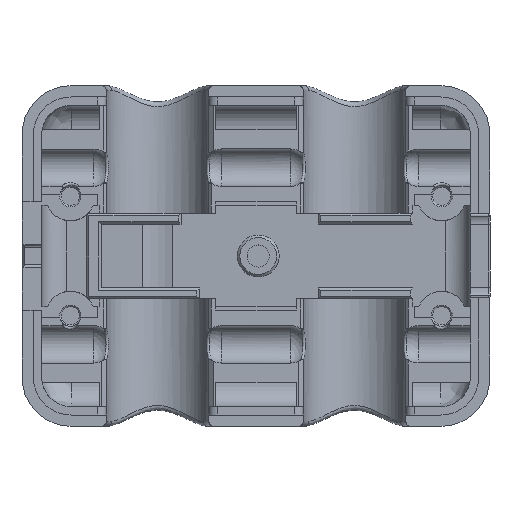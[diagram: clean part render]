
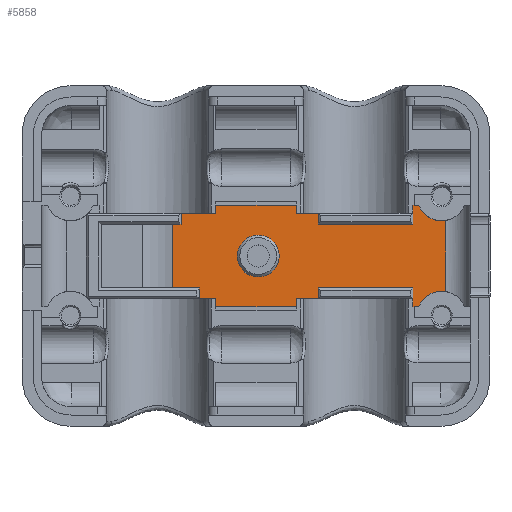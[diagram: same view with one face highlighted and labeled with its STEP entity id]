
A CAD part, top view. The second image highlights one B-rep face of the part: STEP entity #5858.
In plain terms, the highlighted planar face has unit normal (0, 0, 1).
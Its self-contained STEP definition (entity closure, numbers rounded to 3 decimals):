
#19=FACE_BOUND('',#1073,.T.);
#422=CIRCLE('',#6310,2.5);
#423=CIRCLE('',#6313,2.5);
#425=CIRCLE('',#6323,2.125);
#747=FACE_OUTER_BOUND('',#1072,.T.);
#1072=EDGE_LOOP('',(#5040,#5041,#5042,#5043,#5044,#5045,#5046,#5047,#5048,
#5049,#5050,#5051,#5052,#5053,#5054,#5055,#5056,#5057,#5058,#5059,#5060,
#5061,#5062,#5063,#5064,#5065));
#1073=EDGE_LOOP('',(#5066));
#1150=LINE('',#8148,#1689);
#1158=LINE('',#8168,#1697);
#1487=LINE('',#11536,#2026);
#1489=LINE('',#11541,#2028);
#1491=LINE('',#11545,#2030);
#1494=LINE('',#11550,#2033);
#1495=LINE('',#11553,#2034);
#1498=LINE('',#11558,#2037);
#1499=LINE('',#11561,#2038);
#1501=LINE('',#11565,#2040);
#1503=LINE('',#11569,#2042);
#1506=LINE('',#11574,#2045);
#1507=LINE('',#11590,#2046);
#1509=LINE('',#11607,#2048);
#1511=LINE('',#11611,#2050);
#1514=LINE('',#11616,#2053);
#1515=LINE('',#11619,#2054);
#1517=LINE('',#11623,#2056);
#1521=LINE('',#11631,#2060);
#1524=LINE('',#11636,#2063);
#1526=LINE('',#11643,#2065);
#1597=LINE('',#12074,#2136);
#1598=LINE('',#12078,#2137);
#1599=LINE('',#12079,#2138);
#1689=VECTOR('',#6506,10.);
#1697=VECTOR('',#6524,10.);
#2026=VECTOR('',#7571,10.);
#2028=VECTOR('',#7575,10.);
#2030=VECTOR('',#7579,10.);
#2033=VECTOR('',#7584,10.);
#2034=VECTOR('',#7587,10.);
#2037=VECTOR('',#7592,10.);
#2038=VECTOR('',#7595,10.);
#2040=VECTOR('',#7599,10.);
#2042=VECTOR('',#7603,10.);
#2045=VECTOR('',#7608,10.);
#2046=VECTOR('',#7615,10.);
#2048=VECTOR('',#7623,10.);
#2050=VECTOR('',#7627,10.);
#2053=VECTOR('',#7632,10.);
#2054=VECTOR('',#7635,10.);
#2056=VECTOR('',#7639,10.);
#2060=VECTOR('',#7647,10.);
#2063=VECTOR('',#7652,10.);
#2065=VECTOR('',#7660,10.);
#2136=VECTOR('',#7851,10.);
#2137=VECTOR('',#7856,10.);
#2138=VECTOR('',#7857,10.);
#2224=VERTEX_POINT('',#8145);
#2225=VERTEX_POINT('',#8147);
#2231=VERTEX_POINT('',#8165);
#2232=VERTEX_POINT('',#8167);
#2615=VERTEX_POINT('',#11538);
#2616=VERTEX_POINT('',#11540);
#2617=VERTEX_POINT('',#11544);
#2618=VERTEX_POINT('',#11548);
#2619=VERTEX_POINT('',#11552);
#2620=VERTEX_POINT('',#11556);
#2621=VERTEX_POINT('',#11560);
#2622=VERTEX_POINT('',#11564);
#2623=VERTEX_POINT('',#11568);
#2624=VERTEX_POINT('',#11572);
#2625=VERTEX_POINT('',#11576);
#2626=VERTEX_POINT('',#11589);
#2627=VERTEX_POINT('',#11602);
#2628=VERTEX_POINT('',#11606);
#2629=VERTEX_POINT('',#11610);
#2630=VERTEX_POINT('',#11614);
#2631=VERTEX_POINT('',#11618);
#2632=VERTEX_POINT('',#11622);
#2634=VERTEX_POINT('',#11630);
#2635=VERTEX_POINT('',#11634);
#2636=VERTEX_POINT('',#11638);
#2637=VERTEX_POINT('',#11642);
#2705=VERTEX_POINT('',#12077);
#2791=EDGE_CURVE('',#2225,#2224,#1150,.F.);
#2801=EDGE_CURVE('',#2232,#2231,#1158,.F.);
#3370=EDGE_CURVE('',#2231,#2225,#1487,.T.);
#3372=EDGE_CURVE('',#2616,#2615,#1489,.T.);
#3374=EDGE_CURVE('',#2617,#2616,#1491,.T.);
#3377=EDGE_CURVE('',#2618,#2617,#1494,.T.);
#3378=EDGE_CURVE('',#2619,#2618,#1495,.T.);
#3381=EDGE_CURVE('',#2620,#2619,#1498,.T.);
#3382=EDGE_CURVE('',#2621,#2620,#1499,.T.);
#3384=EDGE_CURVE('',#2622,#2621,#1501,.F.);
#3386=EDGE_CURVE('',#2623,#2622,#1503,.T.);
#3389=EDGE_CURVE('',#2624,#2623,#1506,.T.);
#3391=EDGE_CURVE('',#2625,#2624,#422,.T.);
#3392=EDGE_CURVE('',#2626,#2625,#1507,.T.);
#3394=EDGE_CURVE('',#2627,#2626,#423,.T.);
#3396=EDGE_CURVE('',#2628,#2627,#1509,.T.);
#3398=EDGE_CURVE('',#2629,#2628,#1511,.F.);
#3401=EDGE_CURVE('',#2630,#2629,#1514,.F.);
#3402=EDGE_CURVE('',#2631,#2630,#1515,.T.);
#3404=EDGE_CURVE('',#2632,#2631,#1517,.F.);
#3409=EDGE_CURVE('',#2634,#2632,#1521,.T.);
#3412=EDGE_CURVE('',#2635,#2634,#1524,.T.);
#3413=EDGE_CURVE('',#2636,#2636,#425,.T.);
#3415=EDGE_CURVE('',#2637,#2635,#1526,.T.);
#3520=EDGE_CURVE('',#2615,#2232,#1597,.T.);
#3521=EDGE_CURVE('',#2224,#2705,#1598,.T.);
#3522=EDGE_CURVE('',#2705,#2637,#1599,.T.);
#5040=ORIENTED_EDGE('',*,*,#3521,.T.);
#5041=ORIENTED_EDGE('',*,*,#3522,.T.);
#5042=ORIENTED_EDGE('',*,*,#3415,.T.);
#5043=ORIENTED_EDGE('',*,*,#3412,.T.);
#5044=ORIENTED_EDGE('',*,*,#3409,.T.);
#5045=ORIENTED_EDGE('',*,*,#3404,.T.);
#5046=ORIENTED_EDGE('',*,*,#3402,.T.);
#5047=ORIENTED_EDGE('',*,*,#3401,.T.);
#5048=ORIENTED_EDGE('',*,*,#3398,.T.);
#5049=ORIENTED_EDGE('',*,*,#3396,.T.);
#5050=ORIENTED_EDGE('',*,*,#3394,.T.);
#5051=ORIENTED_EDGE('',*,*,#3392,.T.);
#5052=ORIENTED_EDGE('',*,*,#3391,.T.);
#5053=ORIENTED_EDGE('',*,*,#3389,.T.);
#5054=ORIENTED_EDGE('',*,*,#3386,.T.);
#5055=ORIENTED_EDGE('',*,*,#3384,.T.);
#5056=ORIENTED_EDGE('',*,*,#3382,.T.);
#5057=ORIENTED_EDGE('',*,*,#3381,.T.);
#5058=ORIENTED_EDGE('',*,*,#3378,.T.);
#5059=ORIENTED_EDGE('',*,*,#3377,.T.);
#5060=ORIENTED_EDGE('',*,*,#3374,.T.);
#5061=ORIENTED_EDGE('',*,*,#3372,.T.);
#5062=ORIENTED_EDGE('',*,*,#3520,.T.);
#5063=ORIENTED_EDGE('',*,*,#2801,.T.);
#5064=ORIENTED_EDGE('',*,*,#3370,.T.);
#5065=ORIENTED_EDGE('',*,*,#2791,.T.);
#5066=ORIENTED_EDGE('',*,*,#3413,.T.);
#5558=PLANE('',#6386);
#5858=ADVANCED_FACE('',(#747,#19),#5558,.F.);
#6310=AXIS2_PLACEMENT_3D('',#11587,#7611,#7612);
#6313=AXIS2_PLACEMENT_3D('',#11603,#7618,#7619);
#6323=AXIS2_PLACEMENT_3D('',#11639,#7655,#7656);
#6386=AXIS2_PLACEMENT_3D('',#12076,#7854,#7855);
#6506=DIRECTION('',(-1.,0.,0.));
#6524=DIRECTION('',(1.,0.,0.));
#7571=DIRECTION('',(0.,-1.,0.));
#7575=DIRECTION('',(-1.,0.,0.));
#7579=DIRECTION('',(0.,-1.,0.));
#7584=DIRECTION('',(-1.,0.,0.));
#7587=DIRECTION('',(0.,1.,0.));
#7592=DIRECTION('',(-1.,0.,0.));
#7595=DIRECTION('',(0.,1.,0.));
#7599=DIRECTION('',(1.,0.,0.));
#7603=DIRECTION('',(0.,-1.,0.));
#7608=DIRECTION('',(-1.,0.,0.));
#7611=DIRECTION('center_axis',(0.,0.,-1.));
#7612=DIRECTION('ref_axis',(1.,0.,0.));
#7615=DIRECTION('',(0.,1.,0.));
#7618=DIRECTION('center_axis',(0.,0.,-1.));
#7619=DIRECTION('ref_axis',(1.,0.,0.));
#7623=DIRECTION('',(1.,0.,0.));
#7627=DIRECTION('',(0.,1.,0.));
#7632=DIRECTION('',(-1.,0.,0.));
#7635=DIRECTION('',(0.,1.,0.));
#7639=DIRECTION('',(-1.,0.,0.));
#7647=DIRECTION('',(0.,1.,0.));
#7652=DIRECTION('',(1.,0.,0.));
#7655=DIRECTION('center_axis',(0.,0.,-1.));
#7656=DIRECTION('ref_axis',(1.,0.,0.));
#7660=DIRECTION('',(0.,-1.,0.));
#7851=DIRECTION('',(0.,-1.,0.));
#7854=DIRECTION('center_axis',(0.,0.,-1.));
#7855=DIRECTION('ref_axis',(-1.,0.,0.));
#7856=DIRECTION('',(0.,-1.,0.));
#7857=DIRECTION('',(1.,0.,0.));
#8145=CARTESIAN_POINT('',(4.251,5.25,-5.));
#8147=CARTESIAN_POINT('',(1.517,5.25,-5.));
#8148=CARTESIAN_POINT('',(2.138,5.25,-5.));
#8165=CARTESIAN_POINT('',(1.517,11.75,-5.));
#8167=CARTESIAN_POINT('',(2.39,11.75,-5.));
#8168=CARTESIAN_POINT('',(6.208,11.75,-5.));
#11536=CARTESIAN_POINT('',(1.517,-8.844,-5.));
#11538=CARTESIAN_POINT('',(2.39,12.85,-5.));
#11540=CARTESIAN_POINT('',(5.946,12.85,-5.));
#11541=CARTESIAN_POINT('',(2.04,12.85,-5.));
#11544=CARTESIAN_POINT('',(5.946,13.653,-5.));
#11545=CARTESIAN_POINT('',(5.946,10.675,-5.));
#11548=CARTESIAN_POINT('',(14.104,13.653,-5.));
#11550=CARTESIAN_POINT('',(-0.887,13.653,-5.));
#11552=CARTESIAN_POINT('',(14.104,12.85,-5.));
#11553=CARTESIAN_POINT('',(14.104,17.172,-5.));
#11556=CARTESIAN_POINT('',(16.372,12.85,-5.));
#11558=CARTESIAN_POINT('',(12.065,12.85,-5.));
#11560=CARTESIAN_POINT('',(16.372,11.75,-5.));
#11561=CARTESIAN_POINT('',(16.372,6.5,-5.));
#11564=CARTESIAN_POINT('',(25.996,11.75,-5.));
#11565=CARTESIAN_POINT('',(17.699,11.75,-5.));
#11568=CARTESIAN_POINT('',(25.996,13.653,-5.));
#11569=CARTESIAN_POINT('',(25.996,10.675,-5.));
#11572=CARTESIAN_POINT('',(26.6,13.653,-5.));
#11574=CARTESIAN_POINT('',(-0.887,13.653,-5.));
#11576=CARTESIAN_POINT('',(29.35,12.114,-5.));
#11587=CARTESIAN_POINT('Origin',(28.923,14.578,-5.));
#11589=CARTESIAN_POINT('',(29.35,4.886,-5.));
#11590=CARTESIAN_POINT('',(29.35,-0.172,-5.));
#11602=CARTESIAN_POINT('',(26.6,3.347,-5.));
#11603=CARTESIAN_POINT('Origin',(28.923,2.422,-5.));
#11606=CARTESIAN_POINT('',(25.996,3.347,-5.));
#11607=CARTESIAN_POINT('',(-0.887,3.347,-5.));
#11610=CARTESIAN_POINT('',(25.996,5.25,-5.));
#11611=CARTESIAN_POINT('',(25.996,7.25,-5.));
#11614=CARTESIAN_POINT('',(16.372,5.25,-5.));
#11616=CARTESIAN_POINT('',(13.949,5.25,-5.));
#11618=CARTESIAN_POINT('',(16.372,4.15,-5.));
#11619=CARTESIAN_POINT('',(16.372,6.5,-5.));
#11622=CARTESIAN_POINT('',(14.104,4.15,-5.));
#11623=CARTESIAN_POINT('',(12.065,4.15,-5.));
#11630=CARTESIAN_POINT('',(14.104,3.347,-5.));
#11631=CARTESIAN_POINT('',(14.104,-0.172,-5.));
#11634=CARTESIAN_POINT('',(5.946,3.347,-5.));
#11636=CARTESIAN_POINT('',(-0.887,3.347,-5.));
#11638=CARTESIAN_POINT('',(8.128,8.5,-5.));
#11639=CARTESIAN_POINT('Origin',(10.253,8.5,-5.));
#11642=CARTESIAN_POINT('',(5.946,4.15,-5.));
#11643=CARTESIAN_POINT('',(5.946,6.325,-5.));
#12074=CARTESIAN_POINT('',(2.39,10.5,-5.));
#12076=CARTESIAN_POINT('Origin',(10.025,8.5,-5.));
#12077=CARTESIAN_POINT('',(4.251,4.15,-5.));
#12078=CARTESIAN_POINT('',(4.251,7.25,-5.));
#12079=CARTESIAN_POINT('',(2.04,4.15,-5.));
